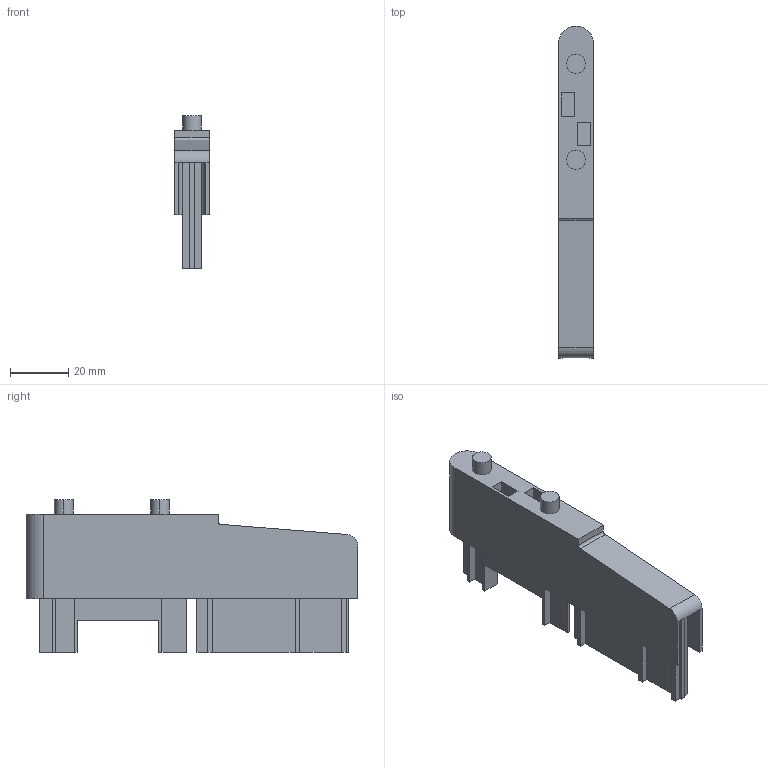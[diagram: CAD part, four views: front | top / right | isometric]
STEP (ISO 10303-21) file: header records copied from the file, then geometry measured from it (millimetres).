
FILE_DESCRIPTION (( 'STEP AP214' ), '1' );
FILE_NAME ('F000407,F000408_3D.step', '2022-10-10T14:01:45', ( '' ), ( '' ), 'SwSTEP 2.0', 'SolidWorks 2020', '' );
FILE_SCHEMA (( 'AUTOMOTIVE_DESIGN' ));
Length unit declared in the file: millimetre
Products named in the file (1): F000407,F000408_3D
Bounding box: 12 x 114 x 52.5 mm (x, y, z)
Volume: 16067.4 mm3; surface area: 28445.7 mm2
Topology: 4 solids, 4 shells, 115 faces, 303 edges, 198 vertices
Faces by surface type: plane 101, cylinder 14
Entity records: 3560 total; most frequent: CARTESIAN_POINT 617, ORIENTED_EDGE 606, DIRECTION 565, EDGE_CURVE 303, VECTOR 273, LINE 273, VERTEX_POINT 198, AXIS2_PLACEMENT_3D 146
